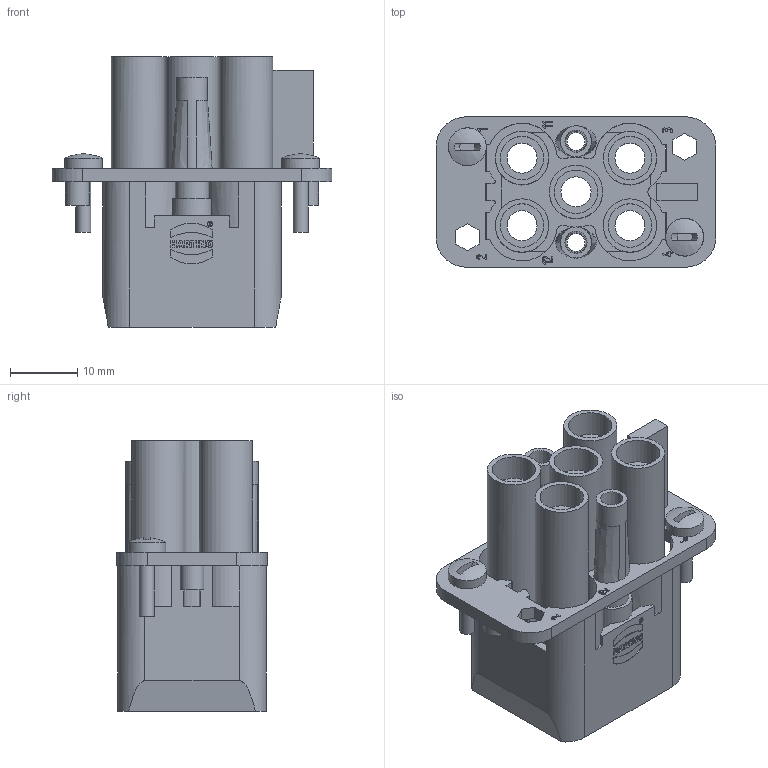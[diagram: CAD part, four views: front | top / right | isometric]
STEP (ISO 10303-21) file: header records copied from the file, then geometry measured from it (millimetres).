
FILE_DESCRIPTION(/* description */ (''),/* implementation_level */ '2;1');
FILE_NAME(/* name */ '100549387ugm000_c.stp',/* time_stamp */ '2019-10-28T14:19:34+01:00',/* author */ (''),/* organization */ (''),/* preprocessor_version */ 'ST-DEVELOPER v16.7',/* originating_system */ 'SIEMENS PLM Software NX 12.0',/* authorisation */ '');
FILE_SCHEMA (('AUTOMOTIVE_DESIGN { 1 0 10303 214 3 1 1 1 }'));
Length unit declared in the file: millimetre
Products named in the file (1): 100549387ugm000_c
Bounding box: 41.5 x 22.3 x 40.05 mm (x, y, z)
Volume: 10247.7 mm3; surface area: 13684.3 mm2
Topology: 1 solids, 1 shells, 497 faces, 1330 edges, 890 vertices
Faces by surface type: plane 342, cylinder 86, extrusion 45, bspline 16, cone 8
Full cylindrical faces by diameter (mm): 0.683 x1, 0.807 x1, 1.5 x2, 1.6 x1, 1.708 x1, 2.2 x2, 2.62 x2, 3.5 x2, 3.67 x2, 3.8 x2, 4.45 x5, 4.6 x1, 5.6 x2, 6.3 x5, 6.4 x5, 6.45 x5, 7.9 x5
Entity records: 20206 total; most frequent: CARTESIAN_POINT 5152, ORIENTED_EDGE 2492, DIRECTION 2125, EDGE_CURVE 1246, VERTEX_POINT 856, VECTOR 767, LINE 722, AXIS2_PLACEMENT_3D 679
